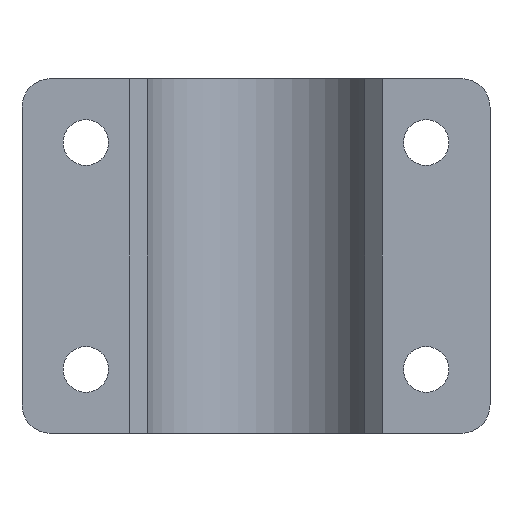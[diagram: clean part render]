
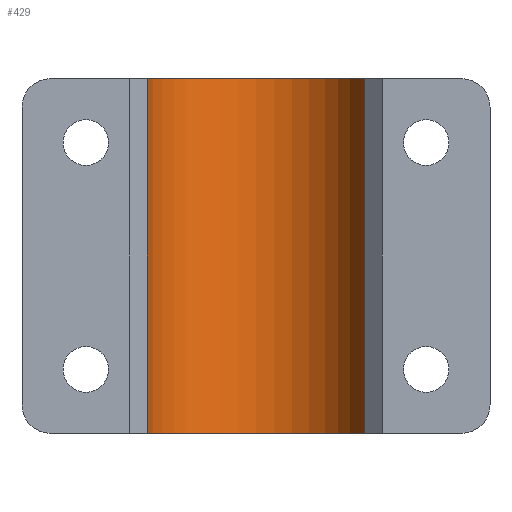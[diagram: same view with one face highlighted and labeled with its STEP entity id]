
A CAD part, front view. The second image highlights one B-rep face of the part: STEP entity #429.
In plain terms, the highlighted cylindrical face has radius 12.586 mm (diameter 25.171 mm), a partial arc.
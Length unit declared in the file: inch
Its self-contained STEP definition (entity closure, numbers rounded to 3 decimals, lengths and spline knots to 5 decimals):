
#18=CYLINDRICAL_SURFACE('',#462,0.4955);
#48=CIRCLE('',#463,0.4955);
#49=CIRCLE('',#464,0.4955);
#77=FACE_OUTER_BOUND('',#104,.T.);
#104=EDGE_LOOP('',(#313,#314,#315,#316));
#140=LINE('',#652,#170);
#142=LINE('',#658,#172);
#170=VECTOR('',#514,1.5625);
#172=VECTOR('',#518,1.5625);
#198=VERTEX_POINT('',#646);
#200=VERTEX_POINT('',#650);
#201=VERTEX_POINT('',#654);
#203=VERTEX_POINT('',#657);
#240=EDGE_CURVE('',#198,#200,#140,.T.);
#242=EDGE_CURVE('',#203,#201,#142,.T.);
#252=EDGE_CURVE('',#203,#200,#48,.T.);
#253=EDGE_CURVE('',#198,#201,#49,.T.);
#313=ORIENTED_EDGE('',*,*,#240,.T.);
#314=ORIENTED_EDGE('',*,*,#252,.F.);
#315=ORIENTED_EDGE('',*,*,#242,.T.);
#316=ORIENTED_EDGE('',*,*,#253,.F.);
#429=ADVANCED_FACE('',(#77),#18,.F.);
#462=AXIS2_PLACEMENT_3D('',#676,#534,#535);
#463=AXIS2_PLACEMENT_3D('',#677,#536,#537);
#464=AXIS2_PLACEMENT_3D('',#678,#538,#539);
#514=DIRECTION('',(0.,0.,-1.));
#518=DIRECTION('',(0.,0.,1.));
#534=DIRECTION('center_axis',(0.,0.,1.));
#535=DIRECTION('ref_axis',(0.995,0.101,0.));
#536=DIRECTION('center_axis',(0.,0.,1.));
#537=DIRECTION('ref_axis',(0.995,0.101,0.));
#538=DIRECTION('center_axis',(0.,0.,-1.));
#539=DIRECTION('ref_axis',(0.995,0.101,0.));
#646=CARTESIAN_POINT('',(-0.47911,0.12639,0.78125));
#650=CARTESIAN_POINT('',(-0.47911,0.12639,-0.78125));
#652=CARTESIAN_POINT('',(-0.47911,0.12639,0.));
#654=CARTESIAN_POINT('',(0.47911,0.12639,0.78125));
#657=CARTESIAN_POINT('',(0.47911,0.12639,-0.78125));
#658=CARTESIAN_POINT('',(0.47911,0.12639,0.));
#676=CARTESIAN_POINT('Origin',(0.,0.,0.));
#677=CARTESIAN_POINT('Origin',(0.,0.,-0.78125));
#678=CARTESIAN_POINT('Origin',(0.,0.,0.78125));
